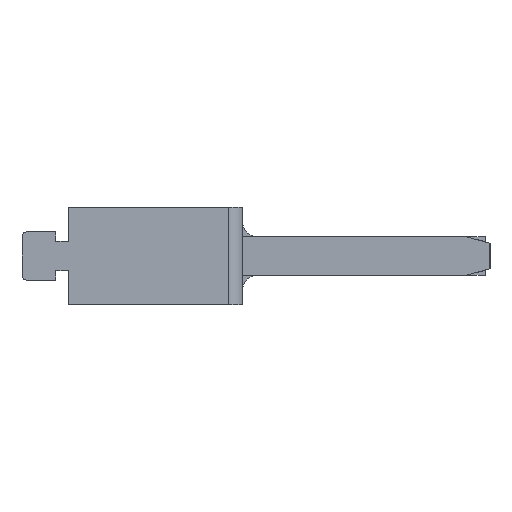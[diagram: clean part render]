
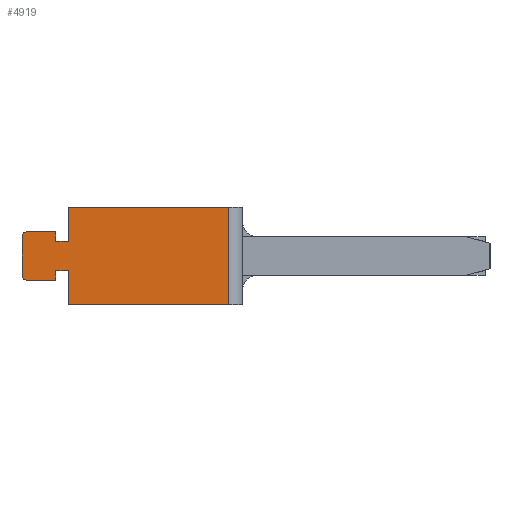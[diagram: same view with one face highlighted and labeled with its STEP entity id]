
A CAD part, left-side view. The second image highlights one B-rep face of the part: STEP entity #4919.
In plain terms, the highlighted face is planar.
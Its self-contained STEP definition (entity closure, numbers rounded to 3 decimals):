
#4398=CARTESIAN_POINT('',(0.,-4.,-44.5));
#4399=DIRECTION('',(-1.,0.,0.));
#4400=DIRECTION('',(0.,0.,-1.));
#4401=AXIS2_PLACEMENT_3D('',#4398,#4399,#4400);
#4406=DIRECTION('',(0.,0.,1.));
#4407=VECTOR('',#4406,6.);
#4408=CARTESIAN_POINT('',(0.,-5.,-44.5));
#4409=LINE('',#4408,#4407);
#4413=DIRECTION('',(0.,0.,-1.));
#4414=VECTOR('',#4413,33.);
#4415=CARTESIAN_POINT('',(0.,10.05,-3.));
#4416=LINE('',#4415,#4414);
#4420=DIRECTION('',(0.,-1.,0.));
#4421=VECTOR('',#4420,7.05);
#4422=CARTESIAN_POINT('',(0.,10.05,-36.));
#4423=LINE('',#4422,#4421);
#4427=CARTESIAN_POINT('',(0.,4.,-44.5));
#4428=DIRECTION('',(-1.,0.,0.));
#4429=DIRECTION('',(0.,1.,0.));
#4430=AXIS2_PLACEMENT_3D('',#4427,#4428,#4429);
#4521=DIRECTION('',(0.,1.,0.));
#4522=VECTOR('',#4521,8.);
#4523=CARTESIAN_POINT('',(0.,-4.,-45.5));
#4524=LINE('',#4523,#4522);
#4542=DIRECTION('',(0.,0.,1.));
#4543=VECTOR('',#4542,6.);
#4544=CARTESIAN_POINT('',(0.,5.,-44.5));
#4545=LINE('',#4544,#4543);
#4549=DIRECTION('',(0.,-1.,0.));
#4550=VECTOR('',#4549,2.);
#4551=CARTESIAN_POINT('',(0.,5.,-38.5));
#4552=LINE('',#4551,#4550);
#4563=DIRECTION('',(0.,0.,1.));
#4564=VECTOR('',#4563,2.5);
#4565=CARTESIAN_POINT('',(0.,3.,-38.5));
#4566=LINE('',#4565,#4564);
#4642=DIRECTION('',(0.,-1.,0.));
#4643=VECTOR('',#4642,20.1);
#4644=CARTESIAN_POINT('',(0.,10.05,-3.));
#4645=LINE('',#4644,#4643);
#4672=DIRECTION('',(0.,0.,-1.));
#4673=VECTOR('',#4672,33.);
#4674=CARTESIAN_POINT('',(0.,-10.05,-3.));
#4675=LINE('',#4674,#4673);
#4679=DIRECTION('',(0.,1.,0.));
#4680=VECTOR('',#4679,7.05);
#4681=CARTESIAN_POINT('',(0.,-10.05,-36.));
#4682=LINE('',#4681,#4680);
#4693=DIRECTION('',(0.,0.,-1.));
#4694=VECTOR('',#4693,2.5);
#4695=CARTESIAN_POINT('',(0.,-3.,-36.));
#4696=LINE('',#4695,#4694);
#4707=DIRECTION('',(0.,-1.,0.));
#4708=VECTOR('',#4707,2.);
#4709=CARTESIAN_POINT('',(0.,-3.,-38.5));
#4710=LINE('',#4709,#4708);
#4812=CARTESIAN_POINT('',(0.,-4.,-45.5));
#4813=CARTESIAN_POINT('',(0.,-5.,-44.5));
#4814=VERTEX_POINT('',#4812);
#4815=VERTEX_POINT('',#4813);
#4816=CARTESIAN_POINT('',(0.,-5.,-38.5));
#4817=VERTEX_POINT('',#4816);
#4818=CARTESIAN_POINT('',(0.,-3.,-38.5));
#4819=VERTEX_POINT('',#4818);
#4820=CARTESIAN_POINT('',(0.,-3.,-36.));
#4821=VERTEX_POINT('',#4820);
#4822=CARTESIAN_POINT('',(0.,-10.05,-36.));
#4823=VERTEX_POINT('',#4822);
#4824=CARTESIAN_POINT('',(0.,-10.05,-3.));
#4825=VERTEX_POINT('',#4824);
#4826=CARTESIAN_POINT('',(0.,10.05,-3.));
#4827=VERTEX_POINT('',#4826);
#4828=CARTESIAN_POINT('',(0.,10.05,-36.));
#4829=VERTEX_POINT('',#4828);
#4830=CARTESIAN_POINT('',(0.,3.,-36.));
#4831=VERTEX_POINT('',#4830);
#4832=CARTESIAN_POINT('',(0.,3.,-38.5));
#4833=VERTEX_POINT('',#4832);
#4834=CARTESIAN_POINT('',(0.,5.,-38.5));
#4835=VERTEX_POINT('',#4834);
#4836=CARTESIAN_POINT('',(0.,5.,-44.5));
#4837=VERTEX_POINT('',#4836);
#4838=CARTESIAN_POINT('',(0.,4.,-45.5));
#4839=VERTEX_POINT('',#4838);
#4884=CARTESIAN_POINT('',(0.,-10.05,-3.));
#4885=DIRECTION('',(1.,0.,0.));
#4886=DIRECTION('',(0.,0.,-1.));
#4887=AXIS2_PLACEMENT_3D('',#4884,#4885,#4886);
#4888=PLANE('',#4887);
#4890=ORIENTED_EDGE('',*,*,#4889,.T.);
#4892=ORIENTED_EDGE('',*,*,#4891,.T.);
#4894=ORIENTED_EDGE('',*,*,#4893,.F.);
#4896=ORIENTED_EDGE('',*,*,#4895,.F.);
#4898=ORIENTED_EDGE('',*,*,#4897,.F.);
#4900=ORIENTED_EDGE('',*,*,#4899,.F.);
#4902=ORIENTED_EDGE('',*,*,#4901,.F.);
#4904=ORIENTED_EDGE('',*,*,#4903,.T.);
#4906=ORIENTED_EDGE('',*,*,#4905,.T.);
#4908=ORIENTED_EDGE('',*,*,#4907,.F.);
#4910=ORIENTED_EDGE('',*,*,#4909,.F.);
#4912=ORIENTED_EDGE('',*,*,#4911,.F.);
#4914=ORIENTED_EDGE('',*,*,#4913,.T.);
#4916=ORIENTED_EDGE('',*,*,#4915,.F.);
#4917=EDGE_LOOP('',(#4890,#4892,#4894,#4896,#4898,#4900,#4902,#4904,#4906,#4908,
#4910,#4912,#4914,#4916));
#4918=FACE_OUTER_BOUND('',#4917,.F.);
#4402=CIRCLE('',#4401,1.);
#4431=CIRCLE('',#4430,1.);
#4889=EDGE_CURVE('',#4814,#4815,#4402,.T.);
#4891=EDGE_CURVE('',#4815,#4817,#4409,.T.);
#4893=EDGE_CURVE('',#4819,#4817,#4710,.T.);
#4895=EDGE_CURVE('',#4821,#4819,#4696,.T.);
#4897=EDGE_CURVE('',#4823,#4821,#4682,.T.);
#4899=EDGE_CURVE('',#4825,#4823,#4675,.T.);
#4901=EDGE_CURVE('',#4827,#4825,#4645,.T.);
#4903=EDGE_CURVE('',#4827,#4829,#4416,.T.);
#4905=EDGE_CURVE('',#4829,#4831,#4423,.T.);
#4907=EDGE_CURVE('',#4833,#4831,#4566,.T.);
#4909=EDGE_CURVE('',#4835,#4833,#4552,.T.);
#4911=EDGE_CURVE('',#4837,#4835,#4545,.T.);
#4913=EDGE_CURVE('',#4837,#4839,#4431,.T.);
#4915=EDGE_CURVE('',#4814,#4839,#4524,.T.);
#4919=ADVANCED_FACE('',(#4918),#4888,.T.);
